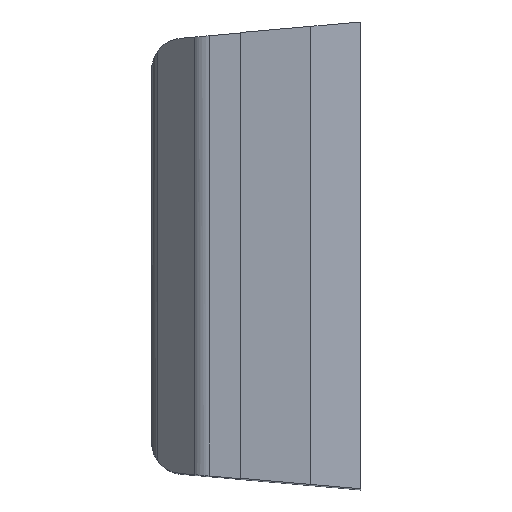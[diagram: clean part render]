
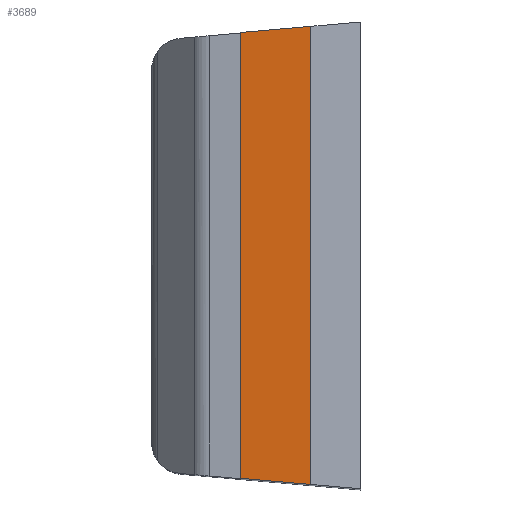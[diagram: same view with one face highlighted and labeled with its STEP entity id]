
A CAD part, top view. The second image highlights one B-rep face of the part: STEP entity #3689.
In plain terms, the highlighted planar face has unit normal (-0.087, 0, 0.996).
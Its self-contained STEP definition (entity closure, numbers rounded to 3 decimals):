
#478=FACE_OUTER_BOUND('',#719,.T.);
#719=EDGE_LOOP('',(#2730,#2731,#2732,#2733));
#927=LINE('',#5377,#1212);
#942=LINE('',#5505,#1227);
#950=LINE('',#5520,#1235);
#956=LINE('',#5602,#1241);
#1212=VECTOR('',#4441,1.);
#1227=VECTOR('',#4586,1.);
#1235=VECTOR('',#4600,1.);
#1241=VECTOR('',#4638,1.);
#1521=VERTEX_POINT('',#5370);
#1524=VERTEX_POINT('',#5375);
#1560=VERTEX_POINT('',#5504);
#1564=VERTEX_POINT('',#5518);
#1922=EDGE_CURVE('',#1521,#1524,#927,.T.);
#1977=EDGE_CURVE('',#1560,#1521,#942,.T.);
#1986=EDGE_CURVE('',#1524,#1564,#950,.T.);
#2000=EDGE_CURVE('',#1560,#1564,#956,.T.);
#2730=ORIENTED_EDGE('',*,*,#1977,.T.);
#2731=ORIENTED_EDGE('',*,*,#1922,.T.);
#2732=ORIENTED_EDGE('',*,*,#1986,.T.);
#2733=ORIENTED_EDGE('',*,*,#2000,.F.);
#3490=PLANE('',#4037);
#3689=ADVANCED_FACE('',(#478),#3490,.T.);
#4037=AXIS2_PLACEMENT_3D('',#5601,#4636,#4637);
#4441=DIRECTION('',(0.,-1.,0.));
#4586=DIRECTION('',(-0.992,-0.087,-0.087));
#4600=DIRECTION('',(0.992,-0.087,0.087));
#4636=DIRECTION('center_axis',(-0.087,0.,0.996));
#4637=DIRECTION('ref_axis',(0.996,0.,0.087));
#4638=DIRECTION('',(0.,-1.,0.));
#5370=CARTESIAN_POINT('',(0.133,5.014,17.662));
#5375=CARTESIAN_POINT('',(0.133,-5.014,17.662));
#5377=CARTESIAN_POINT('',(0.133,5.25,17.662));
#5504=CARTESIAN_POINT('',(1.712,5.152,17.8));
#5505=CARTESIAN_POINT('',(0.787,5.071,17.719));
#5518=CARTESIAN_POINT('',(1.712,-5.152,17.8));
#5520=CARTESIAN_POINT('',(-2.775,-4.759,17.407));
#5601=CARTESIAN_POINT('Origin',(0.133,5.25,17.662));
#5602=CARTESIAN_POINT('',(1.712,5.25,17.8));
